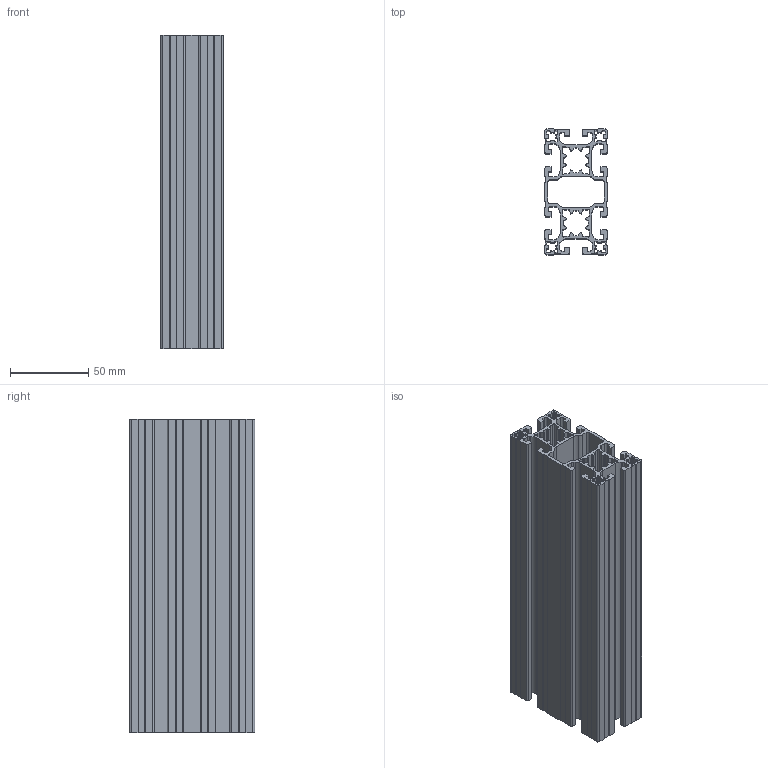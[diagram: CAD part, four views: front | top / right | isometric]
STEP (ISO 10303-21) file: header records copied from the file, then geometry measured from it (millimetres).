
FILE_DESCRIPTION (( 'STEP AP203' ), '1' );
FILE_NAME ('PERFIL 40X80 BASICO.STEP', '2015-12-14T18:59:32', ( '' ), ( '' ), 'SwSTEP 2.0', 'SolidWorks 2014', '' );
FILE_SCHEMA (( 'CONFIG_CONTROL_DESIGN' ));
Length unit declared in the file: millimetre
Products named in the file (1): PERFIL 40X80 BASICO
Bounding box: 40 x 80 x 200 mm (x, y, z)
Volume: 179692.1 mm3; surface area: 190503.6 mm2
Topology: 1 solids, 1 shells, 552 faces, 1650 edges, 1100 vertices
Faces by surface type: cylinder 294, plane 258
Entity records: 18867 total; most frequent: DIRECTION 3344, CARTESIAN_POINT 3303, ORIENTED_EDGE 3300, EDGE_CURVE 1650, AXIS2_PLACEMENT_3D 1141, VERTEX_POINT 1100, VECTOR 1062, LINE 1062
